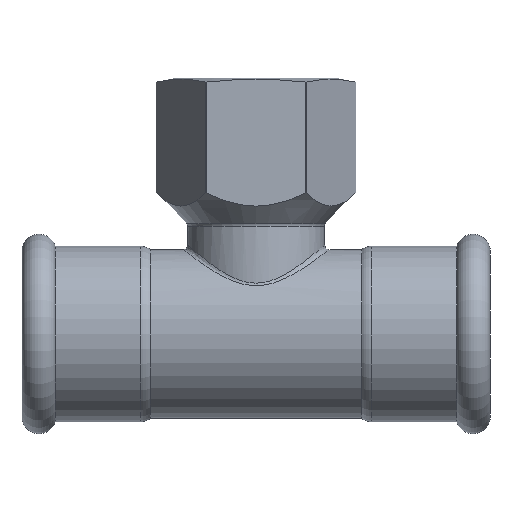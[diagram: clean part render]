
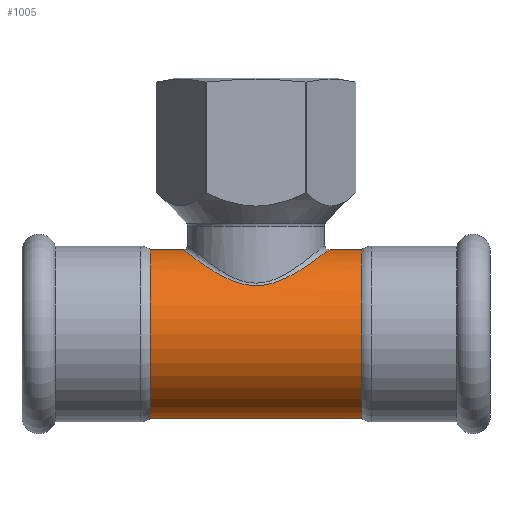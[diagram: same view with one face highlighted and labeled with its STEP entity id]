
A CAD part, front view. The second image highlights one B-rep face of the part: STEP entity #1005.
In plain terms, the highlighted cylindrical face has radius 18.5 mm (diameter 37 mm), a full revolution.
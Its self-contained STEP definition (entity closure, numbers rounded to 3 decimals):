
#20=B_SPLINE_CURVE_WITH_KNOTS('',3,(#2137,#2138,#2139,#2140,#2141,#2142,
#2143,#2144,#2145,#2146,#2147,#2148,#2149,#2150,#2151,#2152,#2153,#2154,
#2155,#2156,#2157,#2158,#2159,#2160,#2161),.UNSPECIFIED.,.T.,.F.,(4,1,1,
1,1,1,1,1,1,1,1,1,1,1,1,1,1,1,1,1,1,1,4),(-9.722,-9.374,
-9.027,-8.333,-7.87,-7.407,
-6.944,-6.481,-6.018,-5.555,-5.092,
-4.861,-4.629,-4.398,-4.166,-3.241,
-2.778,-2.315,-1.852,-1.389,-0.694,
-0.347,0.),.UNSPECIFIED.);
#47=FACE_BOUND('',#238,.T.);
#85=LINE('',#2173,#121);
#121=VECTOR('',#1448,18.5);
#144=CYLINDRICAL_SURFACE('',#1148,18.5);
#185=FACE_OUTER_BOUND('',#237,.T.);
#237=EDGE_LOOP('',(#855,#856,#857,#858,#859,#860,#861,#862));
#238=EDGE_LOOP('',(#863));
#327=CIRCLE('',#1149,18.5);
#328=CIRCLE('',#1150,18.5);
#329=CIRCLE('',#1151,18.5);
#330=CIRCLE('',#1152,18.5);
#331=CIRCLE('',#1153,18.5);
#332=CIRCLE('',#1154,18.5);
#444=VERTEX_POINT('',#2104);
#448=VERTEX_POINT('',#2167);
#449=VERTEX_POINT('',#2168);
#450=VERTEX_POINT('',#2170);
#451=VERTEX_POINT('',#2172);
#452=VERTEX_POINT('',#2174);
#453=VERTEX_POINT('',#2176);
#594=EDGE_CURVE('',#444,#444,#20,.T.);
#597=EDGE_CURVE('',#448,#449,#327,.T.);
#598=EDGE_CURVE('',#450,#448,#328,.T.);
#599=EDGE_CURVE('',#450,#451,#85,.T.);
#600=EDGE_CURVE('',#451,#452,#329,.T.);
#601=EDGE_CURVE('',#452,#453,#330,.T.);
#602=EDGE_CURVE('',#453,#451,#331,.T.);
#603=EDGE_CURVE('',#449,#450,#332,.T.);
#855=ORIENTED_EDGE('',*,*,#597,.F.);
#856=ORIENTED_EDGE('',*,*,#598,.F.);
#857=ORIENTED_EDGE('',*,*,#599,.T.);
#858=ORIENTED_EDGE('',*,*,#600,.T.);
#859=ORIENTED_EDGE('',*,*,#601,.T.);
#860=ORIENTED_EDGE('',*,*,#602,.T.);
#861=ORIENTED_EDGE('',*,*,#599,.F.);
#862=ORIENTED_EDGE('',*,*,#603,.F.);
#863=ORIENTED_EDGE('',*,*,#594,.F.);
#1005=ADVANCED_FACE('',(#185,#47),#144,.T.);
#1148=AXIS2_PLACEMENT_3D('',#2166,#1442,#1443);
#1149=AXIS2_PLACEMENT_3D('',#2169,#1444,#1445);
#1150=AXIS2_PLACEMENT_3D('',#2171,#1446,#1447);
#1151=AXIS2_PLACEMENT_3D('',#2175,#1449,#1450);
#1152=AXIS2_PLACEMENT_3D('',#2177,#1451,#1452);
#1153=AXIS2_PLACEMENT_3D('',#2178,#1453,#1454);
#1154=AXIS2_PLACEMENT_3D('',#2179,#1455,#1456);
#1442=DIRECTION('center_axis',(1.,0.,0.));
#1443=DIRECTION('ref_axis',(0.,1.,0.));
#1444=DIRECTION('center_axis',(1.,0.,0.));
#1445=DIRECTION('ref_axis',(0.,1.,0.));
#1446=DIRECTION('center_axis',(1.,0.,0.));
#1447=DIRECTION('ref_axis',(0.,1.,0.));
#1448=DIRECTION('',(-1.,0.,0.));
#1449=DIRECTION('center_axis',(1.,0.,0.));
#1450=DIRECTION('ref_axis',(0.,1.,0.));
#1451=DIRECTION('center_axis',(1.,0.,0.));
#1452=DIRECTION('ref_axis',(0.,1.,0.));
#1453=DIRECTION('center_axis',(1.,0.,0.));
#1454=DIRECTION('ref_axis',(0.,1.,0.));
#1455=DIRECTION('center_axis',(1.,0.,0.));
#1456=DIRECTION('ref_axis',(0.,1.,0.));
#2104=CARTESIAN_POINT('',(0.,15.179,10.575));
#2137=CARTESIAN_POINT('Ctrl Pts',(0.,15.179,
10.575));
#2138=CARTESIAN_POINT('Ctrl Pts',(-1.275,15.179,10.575));
#2139=CARTESIAN_POINT('Ctrl Pts',(-3.81,14.881,11.018));
#2140=CARTESIAN_POINT('Ctrl Pts',(-8.222,13.331,12.965));
#2141=CARTESIAN_POINT('Ctrl Pts',(-12.083,10.443,15.552));
#2142=CARTESIAN_POINT('Ctrl Pts',(-14.998,5.94,17.715));
#2143=CARTESIAN_POINT('Ctrl Pts',(-16.226,1.246,18.679));
#2144=CARTESIAN_POINT('Ctrl Pts',(-15.801,-3.673,18.342));
#2145=CARTESIAN_POINT('Ctrl Pts',(-13.879,-7.988,16.868));
#2146=CARTESIAN_POINT('Ctrl Pts',(-10.914,-11.371,14.746));
#2147=CARTESIAN_POINT('Ctrl Pts',(-7.186,-13.791,12.448));
#2148=CARTESIAN_POINT('Ctrl Pts',(-3.403,-14.981,10.867));
#2149=CARTESIAN_POINT('Ctrl Pts',(0.002,-15.246,10.477));
#2150=CARTESIAN_POINT('Ctrl Pts',(2.545,-15.048,10.769));
#2151=CARTESIAN_POINT('Ctrl Pts',(4.925,-14.503,11.501));
#2152=CARTESIAN_POINT('Ctrl Pts',(9.222,-12.832,13.499));
#2153=CARTESIAN_POINT('Ctrl Pts',(13.221,-9.426,16.385));
#2154=CARTESIAN_POINT('Ctrl Pts',(15.807,-3.675,18.338));
#2155=CARTESIAN_POINT('Ctrl Pts',(16.223,1.246,18.68));
#2156=CARTESIAN_POINT('Ctrl Pts',(14.999,5.939,17.715));
#2157=CARTESIAN_POINT('Ctrl Pts',(12.083,10.443,15.553));
#2158=CARTESIAN_POINT('Ctrl Pts',(8.223,13.331,12.965));
#2159=CARTESIAN_POINT('Ctrl Pts',(3.809,14.881,11.018));
#2160=CARTESIAN_POINT('Ctrl Pts',(1.275,15.179,10.575));
#2161=CARTESIAN_POINT('Ctrl Pts',(0.,15.179,
10.575));
#2166=CARTESIAN_POINT('Origin',(18.55,0.,0.));
#2167=CARTESIAN_POINT('',(23.15,18.5,0.));
#2168=CARTESIAN_POINT('',(23.15,0.,18.5));
#2169=CARTESIAN_POINT('Origin',(23.15,0.,0.));
#2170=CARTESIAN_POINT('',(23.15,-18.5,0.));
#2171=CARTESIAN_POINT('Origin',(23.15,0.,0.));
#2172=CARTESIAN_POINT('',(-23.15,-18.5,0.));
#2173=CARTESIAN_POINT('',(18.55,-18.5,0.));
#2174=CARTESIAN_POINT('',(-23.15,18.5,0.));
#2175=CARTESIAN_POINT('Origin',(-23.15,0.,0.));
#2176=CARTESIAN_POINT('',(-23.15,0.,18.5));
#2177=CARTESIAN_POINT('Origin',(-23.15,0.,0.));
#2178=CARTESIAN_POINT('Origin',(-23.15,0.,0.));
#2179=CARTESIAN_POINT('Origin',(23.15,0.,0.));
